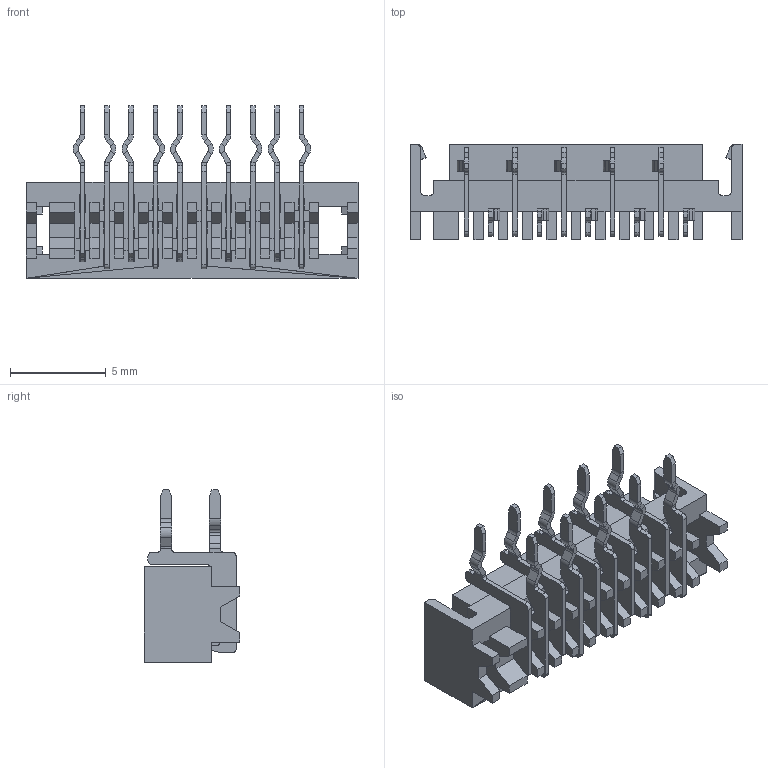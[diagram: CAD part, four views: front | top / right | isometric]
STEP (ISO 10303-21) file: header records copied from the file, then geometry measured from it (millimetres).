
FILE_DESCRIPTION( ('This file contains a STEP AP42 implementation' ,'as created by ZW3D STEP Interface translator.') ,'2;1' );
FILE_NAME( '3900-14FRSNEWT01.stp' ,'231211.16 010', (''), ('ZWCAD Software Co.'), 'Version 1.0', 'ZW3D to STEP translator', '' );
FILE_SCHEMA(('AUTOMOTIVE_DESIGN { 1 0 10303 214 1 1 1 1 }'));
Length unit declared in the file: millimetre
Products named in the file (2): 0; 3900-14FRSNEWT01
Bounding box: 17.32 x 5 x 9 mm (x, y, z)
Volume: 279.4 mm3; surface area: 726.8 mm2
Topology: 1 solids, 1 shells, 1287 faces, 3484 edges, 2240 vertices
Faces by surface type: plane 1034, cylinder 163, bspline 90
Entity records: 51546 total; most frequent: CARTESIAN_POINT 23903, ORIENTED_EDGE 6978, EDGE_CURVE 3484, DIRECTION 3061, B_SPLINE_CURVE_WITH_KNOTS 2819, VERTEX_POINT 2240, EDGE_LOOP 1357, FACE_OUTER_BOUND 1287
